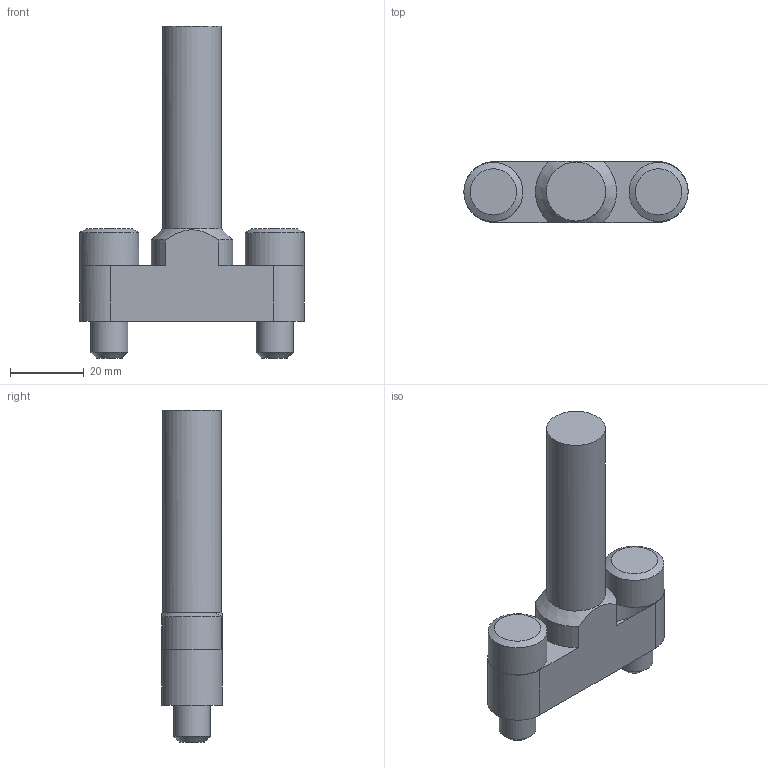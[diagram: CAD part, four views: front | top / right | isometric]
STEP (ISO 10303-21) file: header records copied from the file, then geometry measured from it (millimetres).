
FILE_DESCRIPTION((''),'1');
FILE_NAME('ST16-SL27-55.stp','2022-09-28T08:12:38',(''),(''),'Spatial Interop R21 SP3','Kubotek KeyCreator 2011 V10.0.2 (22737)',' ');
FILE_SCHEMA(('automotive_design'));
Length unit declared in the file: millimetre
Products named in the file (1): 240[2]
Bounding box: 60.8 x 16.5 x 90 mm (x, y, z)
Volume: 33753.6 mm3; surface area: 8824.9 mm2
Topology: 1 solids, 1 shells, 24 faces, 53 edges, 33 vertices
Faces by surface type: plane 10, cylinder 9, cone 5
Full cylindrical faces by diameter (mm): 10 x2, 16 x3
Entity records: 1102 total; most frequent: DIRECTION 112, CARTESIAN_POINT 99, PRESENTATION_STYLE_ASSIGNMENT 90, COLOUR_RGB 90, ORIENTED_EDGE 80, STYLED_ITEM 65, CURVE_STYLE 65, DRAUGHTING_PRE_DEFINED_CURVE_FONT 65
